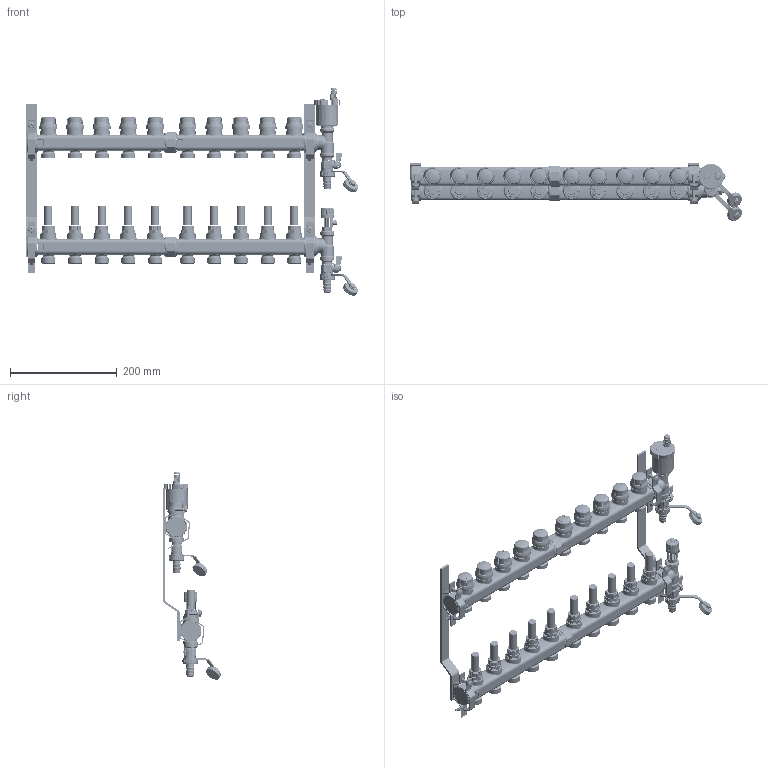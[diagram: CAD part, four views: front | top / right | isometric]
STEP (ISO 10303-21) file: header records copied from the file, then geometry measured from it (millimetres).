
FILE_DESCRIPTION(('CATIA V5 STEP Exchange'),'2;1');
FILE_NAME('STEP_6656L1_-_TST.stp','2018-02-27T13:04:53+00:00',('none'),('none'),'CATIA Version 5-6 Release 2016 SP4','CATIA V5 STEP AP203','none');
FILE_SCHEMA(('CONFIG_CONTROL_DESIGN'));
Products named in the file (1): _6656l10001_sw0001
Bounding box: 621.65 x 108.43 x 388.81 mm (x, y, z)
Surface area: 367885.6 mm2 (no closed solid volume)
Topology: 0 solids, 274 shells, 4885 faces, 16441 edges, 11167 vertices
Faces by surface type: cylinder 1502, bspline 1036, torus 803, plane 799, cone 408, sphere 337
Entity records: 237142 total; most frequent: CARTESIAN_POINT 122006, ORIENTED_EDGE 25810, DIRECTION 16428, EDGE_CURVE 16242, VERTEX_POINT 11167, AXIS2_PLACEMENT_3D 8626, B_SPLINE_CURVE_WITH_KNOTS 5495, ADVANCED_FACE 4885
